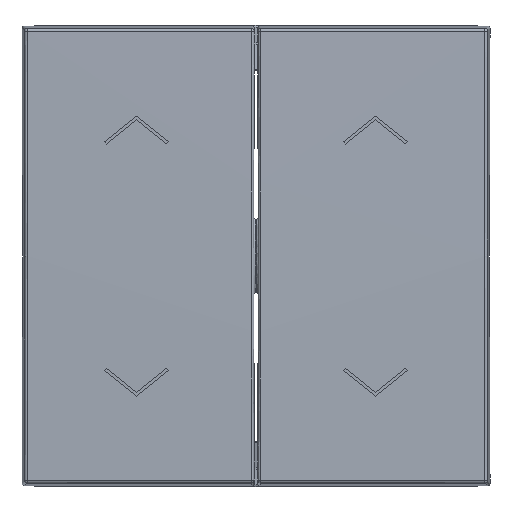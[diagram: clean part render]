
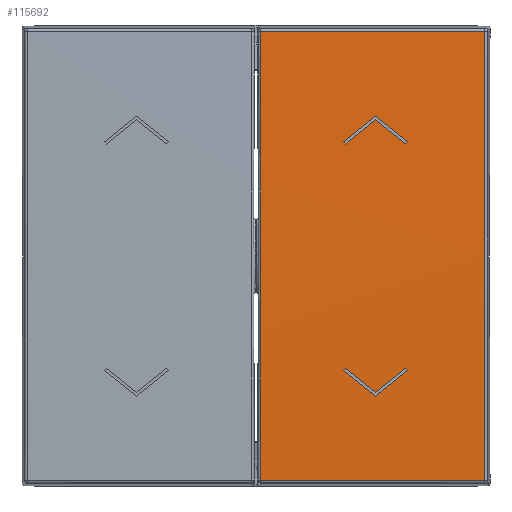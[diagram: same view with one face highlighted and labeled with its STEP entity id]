
A CAD part, top view. The second image highlights one B-rep face of the part: STEP entity #115692.
In plain terms, the highlighted cylindrical face has radius 1600 mm (diameter 3200 mm), a partial arc.
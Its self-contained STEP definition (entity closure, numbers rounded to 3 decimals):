
#83002=DIRECTION('',(1.,-0.011,0.));
#83003=VECTOR('',#83002,26.642);
#83004=CARTESIAN_POINT('',(0.565,8.004,
-26.695));
#83005=LINE('70821',#83004,#83003);
#83009=CARTESIAN_POINT('',(27.205,7.716,
-26.707));
#83010=CARTESIAN_POINT('',(27.203,7.776,
-23.124));
#83011=CARTESIAN_POINT('',(27.199,7.871,
-16.006));
#83012=CARTESIAN_POINT('',(27.196,7.94,
-5.743));
#83013=CARTESIAN_POINT('',(27.196,7.944,4.912));
#83014=CARTESIAN_POINT('',(27.199,7.874,15.785));
#83015=CARTESIAN_POINT('',(27.203,7.777,23.056));
#83016=CARTESIAN_POINT('',(27.205,7.716,26.707));
#83021=DIRECTION('',(-1.,0.011,0.));
#83022=VECTOR('',#83021,26.642);
#83023=CARTESIAN_POINT('',(27.205,7.716,26.707));
#83024=LINE('70827',#83023,#83022);
#83028=CARTESIAN_POINT('',(-16.697,-1591.68,0.));
#83029=DIRECTION('',(-1.,0.011,0.));
#83030=DIRECTION('',(0.011,1.,0.017));
#83031=AXIS2_PLACEMENT_3D('',#83028,#83029,#83030);
#93639=CARTESIAN_POINT('',(0.565,8.004,
-26.695));
#93640=CARTESIAN_POINT('',(27.205,7.716,
-26.707));
#93641=VERTEX_POINT('',#93639);
#93642=VERTEX_POINT('',#93640);
#93646=VERTEX_POINT('',#83016);
#93651=CARTESIAN_POINT('',(0.565,8.004,
26.695));
#93652=VERTEX_POINT('',#93651);
#115680=CARTESIAN_POINT('',(-45.059,-1591.374,0.));
#115681=DIRECTION('',(1.,-0.011,0.));
#115682=DIRECTION('',(0.,0.,-1.));
#115683=AXIS2_PLACEMENT_3D('',#115680,#115681,#115682);
#115684=CYLINDRICAL_SURFACE('70810',#115683,1600.);
#115686=ORIENTED_EDGE('70821',*,*,#115685,.T.);
#115687=ORIENTED_EDGE('70824',*,*,#115586,.T.);
#115688=ORIENTED_EDGE('70827',*,*,#115667,.T.);
#115689=ORIENTED_EDGE('70830',*,*,#115131,.T.);
#115690=EDGE_LOOP('70810',(#115686,#115687,#115688,#115689));
#115691=FACE_OUTER_BOUND('70810',#115690,.F.);
#83017=B_SPLINE_CURVE_WITH_KNOTS('70824',3,(#83009,#83010,#83011,#83012,#83013,
#83014,#83015,#83016),.UNSPECIFIED.,.F.,.F.,(4,1,1,1,1,4),(0.,0.2,0.4,
0.6,0.8,1.),.UNSPECIFIED.);
#83032=CIRCLE('70830',#83031,1600.);
#115131=EDGE_CURVE('70830',#93652,#93641,#83032,.T.);
#115586=EDGE_CURVE('70824',#93642,#93646,#83017,.T.);
#115667=EDGE_CURVE('70827',#93646,#93652,#83024,.T.);
#115685=EDGE_CURVE('70821',#93641,#93642,#83005,.T.);
#115692=ADVANCED_FACE('70810',(#115691),#115684,.T.);
